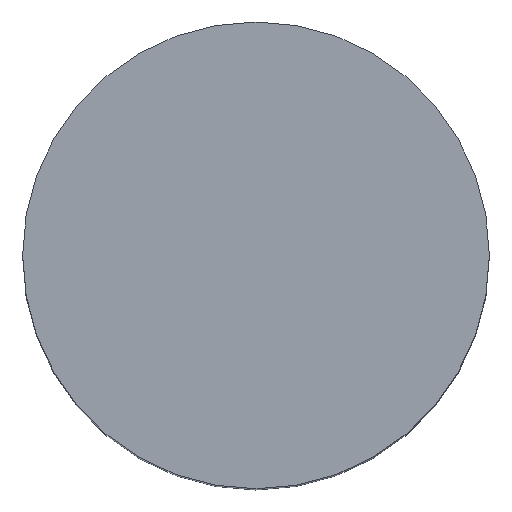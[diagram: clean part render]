
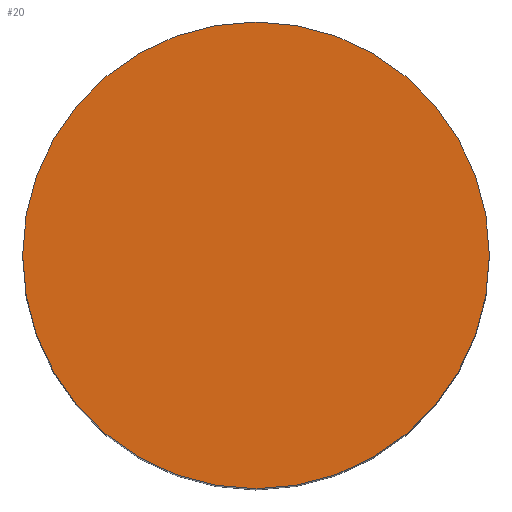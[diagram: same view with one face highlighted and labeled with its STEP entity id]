
A CAD part, top view. The second image highlights one B-rep face of the part: STEP entity #20.
In plain terms, the highlighted planar face has unit normal (0, 0, 1).
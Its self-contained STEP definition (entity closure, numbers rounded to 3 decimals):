
#2 = ORIENTED_EDGE ( 'NONE', *, *, #106, .T. ) ;
#10 = CIRCLE ( 'NONE', #55, 87.5 ) ;
#12 = ORIENTED_EDGE ( 'NONE', *, *, #124, .T. ) ;
#20 = ADVANCED_FACE ( 'NONE', ( #105 ), #22, .T. ) ;
#22 = PLANE ( 'NONE',  #104 ) ;
#42 = CARTESIAN_POINT ( 'NONE',  ( 0., 0., 132.5 ) ) ;
#46 = EDGE_LOOP ( 'NONE', ( #12, #2 ) ) ;
#53 = VERTEX_POINT ( 'NONE', #120 ) ;
#54 = CARTESIAN_POINT ( 'NONE',  ( 0., 0., 132.5 ) ) ;
#55 = AXIS2_PLACEMENT_3D ( 'NONE', #84, #68, #100 ) ;
#56 = DIRECTION ( 'NONE',  ( 1., 0., 0. ) ) ;
#65 = VERTEX_POINT ( 'NONE', #108 ) ;
#67 = DIRECTION ( 'NONE',  ( 0., 0., 1. ) ) ;
#68 = DIRECTION ( 'NONE',  ( 0., 0., 1. ) ) ;
#75 = AXIS2_PLACEMENT_3D ( 'NONE', #42, #67, #56 ) ;
#84 = CARTESIAN_POINT ( 'NONE',  ( 0., 0., 132.5 ) ) ;
#92 = DIRECTION ( 'NONE',  ( 0., 0., 1. ) ) ;
#100 = DIRECTION ( 'NONE',  ( 1., 0., 0. ) ) ;
#104 = AXIS2_PLACEMENT_3D ( 'NONE', #54, #92, #115 ) ;
#105 = FACE_OUTER_BOUND ( 'NONE', #46, .T. ) ;
#106 = EDGE_CURVE ( 'NONE', #53, #65, #111, .T. ) ;
#108 = CARTESIAN_POINT ( 'NONE',  ( -87.5, 0., 132.5 ) ) ;
#111 = CIRCLE ( 'NONE', #75, 87.5 ) ;
#115 = DIRECTION ( 'NONE',  ( 1., 0., 0. ) ) ;
#120 = CARTESIAN_POINT ( 'NONE',  ( 87.5, 0., 132.5 ) ) ;
#124 = EDGE_CURVE ( 'NONE', #65, #53, #10, .T. ) ;
